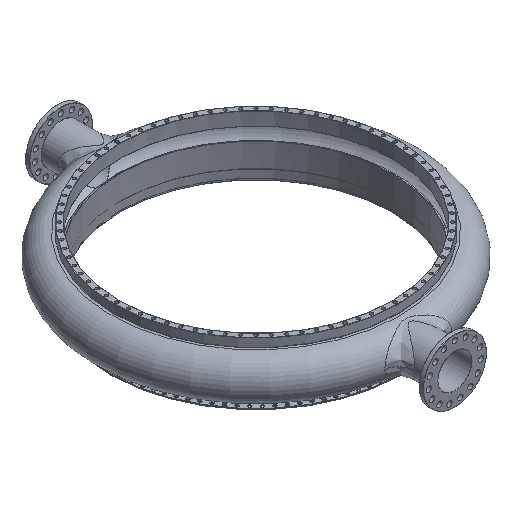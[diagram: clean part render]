
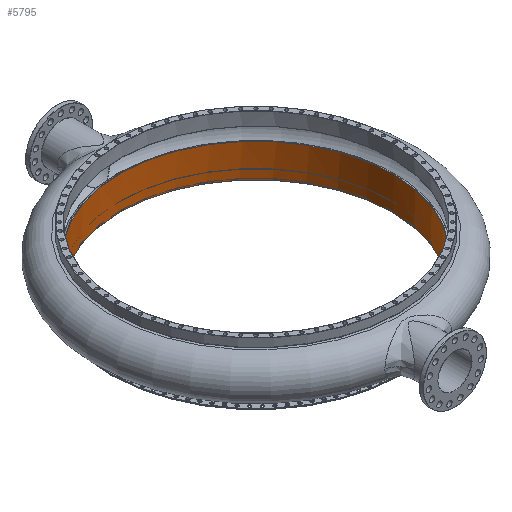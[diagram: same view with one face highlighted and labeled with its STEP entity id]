
A CAD part, isometric view. The second image highlights one B-rep face of the part: STEP entity #5795.
In plain terms, the highlighted cylindrical face has radius 647.5 mm (diameter 1295 mm), a full revolution.
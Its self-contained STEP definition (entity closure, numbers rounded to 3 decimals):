
#708=LINE('',#16061,#931);
#931=VECTOR('',#8427,647.5);
#1154=CYLINDRICAL_SURFACE('',#6604,647.5);
#1474=FACE_OUTER_BOUND('',#1907,.T.);
#1907=EDGE_LOOP('',(#5047,#5048,#5049,#5050,#5051));
#2663=CIRCLE('',#6605,647.5);
#2664=CIRCLE('',#6606,647.5);
#2665=CIRCLE('',#6607,647.5);
#3165=VERTEX_POINT('',#16058);
#3166=VERTEX_POINT('',#16060);
#3167=VERTEX_POINT('',#16062);
#3887=EDGE_CURVE('',#3165,#3165,#2663,.T.);
#3888=EDGE_CURVE('',#3165,#3166,#708,.T.);
#3889=EDGE_CURVE('',#3166,#3167,#2664,.T.);
#3890=EDGE_CURVE('',#3167,#3166,#2665,.T.);
#5047=ORIENTED_EDGE('',*,*,#3887,.F.);
#5048=ORIENTED_EDGE('',*,*,#3888,.T.);
#5049=ORIENTED_EDGE('',*,*,#3889,.T.);
#5050=ORIENTED_EDGE('',*,*,#3890,.T.);
#5051=ORIENTED_EDGE('',*,*,#3888,.F.);
#5795=ADVANCED_FACE('',(#1474),#1154,.F.);
#6604=AXIS2_PLACEMENT_3D('',#16057,#8423,#8424);
#6605=AXIS2_PLACEMENT_3D('',#16059,#8425,#8426);
#6606=AXIS2_PLACEMENT_3D('',#16063,#8428,#8429);
#6607=AXIS2_PLACEMENT_3D('',#16064,#8430,#8431);
#8423=DIRECTION('center_axis',(0.,0.,1.));
#8424=DIRECTION('ref_axis',(1.,0.,0.));
#8425=DIRECTION('center_axis',(0.,0.,1.));
#8426=DIRECTION('ref_axis',(-1.,0.,0.));
#8427=DIRECTION('',(0.,0.,1.));
#8428=DIRECTION('center_axis',(0.,0.,1.));
#8429=DIRECTION('ref_axis',(-1.,0.,0.));
#8430=DIRECTION('center_axis',(0.,0.,1.));
#8431=DIRECTION('ref_axis',(-1.,0.,0.));
#16057=CARTESIAN_POINT('Origin',(0.,0.,2.5));
#16058=CARTESIAN_POINT('',(-647.5,0.,1.));
#16059=CARTESIAN_POINT('Origin',(0.,0.,1.));
#16060=CARTESIAN_POINT('',(-647.5,0.,159.116));
#16061=CARTESIAN_POINT('',(-647.5,0.,2.5));
#16062=CARTESIAN_POINT('',(-310.428,568.235,159.116));
#16063=CARTESIAN_POINT('Origin',(0.,0.,159.116));
#16064=CARTESIAN_POINT('Origin',(0.,0.,159.116));
